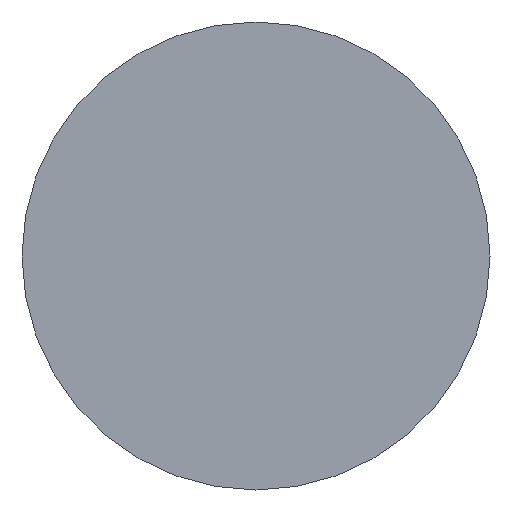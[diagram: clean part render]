
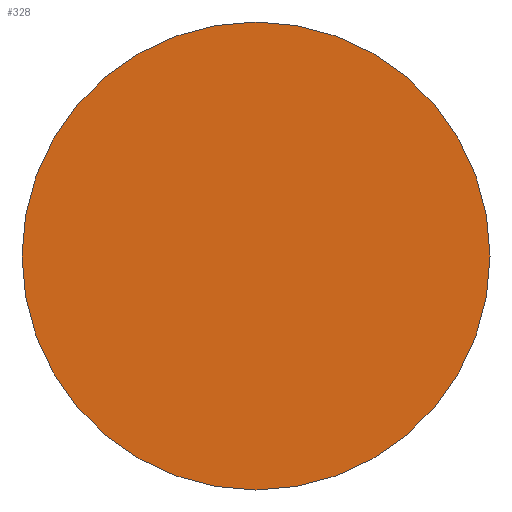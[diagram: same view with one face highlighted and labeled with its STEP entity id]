
A CAD part, left-side view. The second image highlights one B-rep face of the part: STEP entity #328.
In plain terms, the highlighted planar face has unit normal (-1, 0, 0).
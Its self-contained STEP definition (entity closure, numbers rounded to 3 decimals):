
#9 = CIRCLE ( 'NONE', #474, 0.9 ) ;
#16 = CARTESIAN_POINT ( 'NONE',  ( -3.019, 0., 0. ) ) ;
#25 = CARTESIAN_POINT ( 'NONE',  ( -3.019, 0., -0.9 ) ) ;
#62 = VERTEX_POINT ( 'NONE', #432 ) ;
#73 = AXIS2_PLACEMENT_3D ( 'NONE', #16, #433, #186 ) ;
#80 = ORIENTED_EDGE ( 'NONE', *, *, #527, .T. ) ;
#164 = CARTESIAN_POINT ( 'NONE',  ( -3.019, 0., 0. ) ) ;
#186 = DIRECTION ( 'NONE',  ( 0., 0., -1. ) ) ;
#196 = DIRECTION ( 'NONE',  ( 0., 0., 1. ) ) ;
#205 = FACE_OUTER_BOUND ( 'NONE', #214, .T. ) ;
#214 = EDGE_LOOP ( 'NONE', ( #431, #80 ) ) ;
#237 = AXIS2_PLACEMENT_3D ( 'NONE', #164, #407, #196 ) ;
#288 = DIRECTION ( 'NONE',  ( -1., 0., 0. ) ) ;
#328 = ADVANCED_FACE ( 'NONE', ( #205 ), #477, .F. ) ;
#336 = VERTEX_POINT ( 'NONE', #25 ) ;
#407 = DIRECTION ( 'NONE',  ( -1., 0., 0. ) ) ;
#431 = ORIENTED_EDGE ( 'NONE', *, *, #544, .T. ) ;
#432 = CARTESIAN_POINT ( 'NONE',  ( -3.019, 0., 0.9 ) ) ;
#433 = DIRECTION ( 'NONE',  ( 1., 0., 0. ) ) ;
#446 = CARTESIAN_POINT ( 'NONE',  ( -3.019, 0., 0. ) ) ;
#472 = CIRCLE ( 'NONE', #237, 0.9 ) ;
#474 = AXIS2_PLACEMENT_3D ( 'NONE', #446, #288, #519 ) ;
#477 = PLANE ( 'NONE',  #73 ) ;
#519 = DIRECTION ( 'NONE',  ( 0., 0., 1. ) ) ;
#527 = EDGE_CURVE ( 'NONE', #336, #62, #9, .T. ) ;
#544 = EDGE_CURVE ( 'NONE', #62, #336, #472, .T. ) ;
